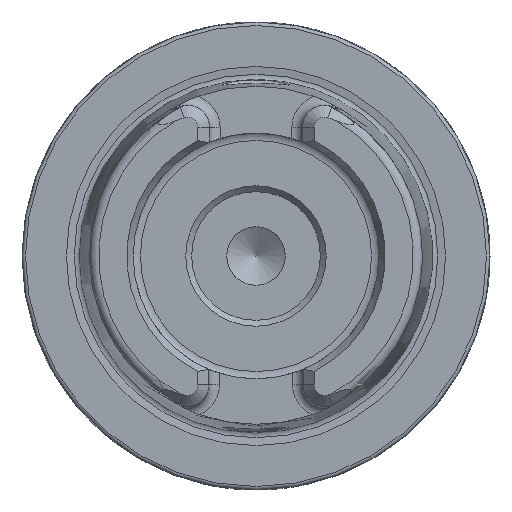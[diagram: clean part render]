
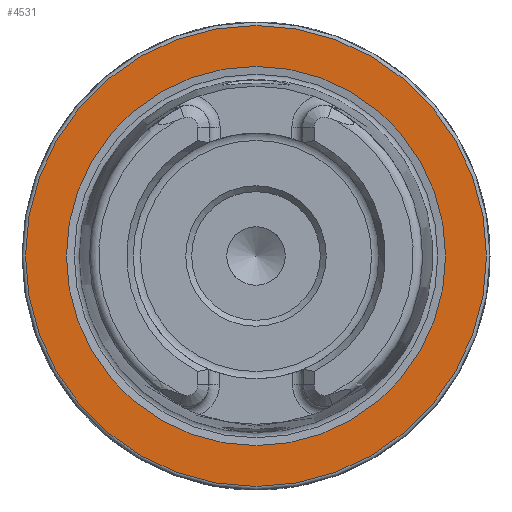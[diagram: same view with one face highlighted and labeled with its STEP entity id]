
A CAD part, left-side view. The second image highlights one B-rep face of the part: STEP entity #4531.
In plain terms, the highlighted planar face has unit normal (-1, 0, 0).
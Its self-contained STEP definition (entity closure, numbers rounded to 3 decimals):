
#187 = FACE_OUTER_BOUND ( 'NONE', #2197, .T. ) ;
#666 = DIRECTION ( 'NONE',  ( 1., 0., 0. ) ) ;
#764 = CARTESIAN_POINT ( 'NONE',  ( 0., 0., 0. ) ) ;
#789 = DIRECTION ( 'NONE',  ( -1., 0., 0. ) ) ;
#815 = FACE_BOUND ( 'NONE', #5901, .T. ) ;
#1188 = EDGE_CURVE ( 'NONE', #1427, #1427, #8055, .T. ) ;
#1281 = ORIENTED_EDGE ( 'NONE', *, *, #5093, .F. ) ;
#1331 = AXIS2_PLACEMENT_3D ( 'NONE', #8146, #2072, #5379 ) ;
#1427 = VERTEX_POINT ( 'NONE', #7031 ) ;
#1751 = VERTEX_POINT ( 'NONE', #5097 ) ;
#2072 = DIRECTION ( 'NONE',  ( -1., 0., 0. ) ) ;
#2093 = DIRECTION ( 'NONE',  ( 0., 0., 1. ) ) ;
#2197 = EDGE_LOOP ( 'NONE', ( #7834 ) ) ;
#2557 = CIRCLE ( 'NONE', #3981, 16.207 ) ;
#3981 = AXIS2_PLACEMENT_3D ( 'NONE', #764, #789, #2093 ) ;
#4137 = CARTESIAN_POINT ( 'NONE',  ( 0., 19.7, 0. ) ) ;
#4531 = ADVANCED_FACE ( 'NONE', ( #815, #187 ), #4701, .F. ) ;
#4701 = PLANE ( 'NONE',  #5147 ) ;
#5093 = EDGE_CURVE ( 'NONE', #1751, #1751, #2557, .T. ) ;
#5097 = CARTESIAN_POINT ( 'NONE',  ( 0., 0., 16.207 ) ) ;
#5147 = AXIS2_PLACEMENT_3D ( 'NONE', #4137, #666, #8121 ) ;
#5379 = DIRECTION ( 'NONE',  ( 0., 0., 1. ) ) ;
#5901 = EDGE_LOOP ( 'NONE', ( #1281 ) ) ;
#7031 = CARTESIAN_POINT ( 'NONE',  ( 0., 0., 19.7 ) ) ;
#7834 = ORIENTED_EDGE ( 'NONE', *, *, #1188, .T. ) ;
#8055 = CIRCLE ( 'NONE', #1331, 19.7 ) ;
#8121 = DIRECTION ( 'NONE',  ( 0., 0., -1. ) ) ;
#8146 = CARTESIAN_POINT ( 'NONE',  ( 0., 0., 0. ) ) ;
